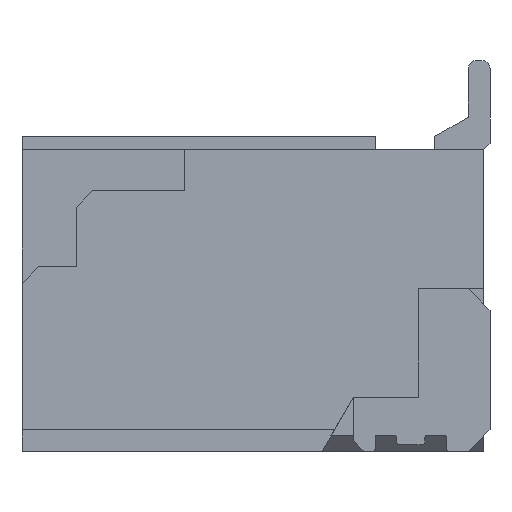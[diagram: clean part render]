
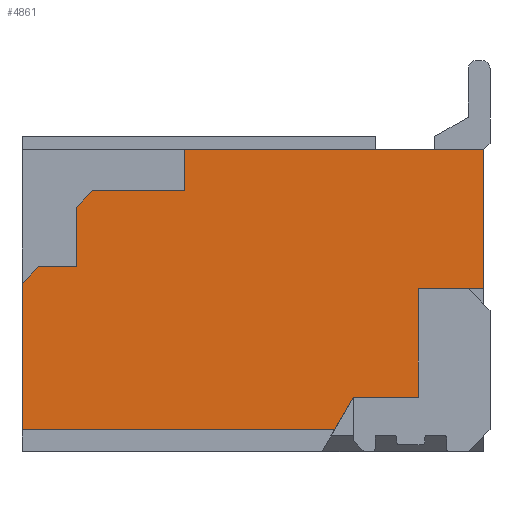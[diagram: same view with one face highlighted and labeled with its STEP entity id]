
A CAD part, left-side view. The second image highlights one B-rep face of the part: STEP entity #4861.
In plain terms, the highlighted planar face has unit normal (-1, 0, 0).
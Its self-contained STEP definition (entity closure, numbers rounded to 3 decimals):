
#288 = EDGE_CURVE ( 'NONE', #6026, #1326, #814, .T. ) ;
#334 = CARTESIAN_POINT ( 'NONE',  ( -1., 0.1, 1.33 ) ) ;
#430 = VECTOR ( 'NONE', #3542, 1000. ) ;
#466 = VERTEX_POINT ( 'NONE', #1580 ) ;
#579 = CARTESIAN_POINT ( 'NONE',  ( -1., 0.1, 0.05 ) ) ;
#690 = EDGE_CURVE ( 'NONE', #6872, #466, #8091, .T. ) ;
#787 = CARTESIAN_POINT ( 'NONE',  ( -1., 1.589, -1.45 ) ) ;
#814 = LINE ( 'NONE', #2232, #8151 ) ;
#986 = LINE ( 'NONE', #1728, #8326 ) ;
#1019 = ORIENTED_EDGE ( 'NONE', *, *, #690, .F. ) ;
#1065 = LINE ( 'NONE', #2813, #8423 ) ;
#1168 = VERTEX_POINT ( 'NONE', #5674 ) ;
#1217 = VECTOR ( 'NONE', #1574, 1000. ) ;
#1271 = DIRECTION ( 'NONE',  ( 0., -1., 0. ) ) ;
#1296 = EDGE_LOOP ( 'NONE', ( #8816, #2517, #5735, #4265, #1019, #8407, #2562, #6564, #1366, #1343, #2102, #3708, #1837, #5600 ) ) ;
#1326 = VERTEX_POINT ( 'NONE', #2348 ) ;
#1340 = EDGE_CURVE ( 'NONE', #4282, #8414, #2640, .T. ) ;
#1343 = ORIENTED_EDGE ( 'NONE', *, *, #288, .T. ) ;
#1366 = ORIENTED_EDGE ( 'NONE', *, *, #2920, .T. ) ;
#1574 = DIRECTION ( 'NONE',  ( 0., -0.707, 0.707 ) ) ;
#1580 = CARTESIAN_POINT ( 'NONE',  ( -1., 0.7, -0.95 ) ) ;
#1722 = CARTESIAN_POINT ( 'NONE',  ( -1., 4.35, 0.1 ) ) ;
#1728 = CARTESIAN_POINT ( 'NONE',  ( -1., 3.85, 1.33 ) ) ;
#1837 = ORIENTED_EDGE ( 'NONE', *, *, #6790, .T. ) ;
#2001 = PLANE ( 'NONE',  #2583 ) ;
#2030 = DIRECTION ( 'NONE',  ( 1., 0., 0. ) ) ;
#2064 = VECTOR ( 'NONE', #1271, 1000. ) ;
#2102 = ORIENTED_EDGE ( 'NONE', *, *, #2926, .F. ) ;
#2168 = EDGE_CURVE ( 'NONE', #466, #1168, #2267, .T. ) ;
#2232 = CARTESIAN_POINT ( 'NONE',  ( -1., 2.85, 0.95 ) ) ;
#2267 = LINE ( 'NONE', #5429, #6574 ) ;
#2348 = CARTESIAN_POINT ( 'NONE',  ( -1., 3.7, 0.95 ) ) ;
#2459 = DIRECTION ( 'NONE',  ( 0., 0., -1. ) ) ;
#2517 = ORIENTED_EDGE ( 'NONE', *, *, #5991, .F. ) ;
#2542 = CARTESIAN_POINT ( 'NONE',  ( -1., 4.2, 0.25 ) ) ;
#2554 = CARTESIAN_POINT ( 'NONE',  ( -1., 0.1, 0.05 ) ) ;
#2562 = ORIENTED_EDGE ( 'NONE', *, *, #1340, .F. ) ;
#2583 = AXIS2_PLACEMENT_3D ( 'NONE', #7746, #2030, #8473 ) ;
#2640 = LINE ( 'NONE', #2554, #7068 ) ;
#2813 = CARTESIAN_POINT ( 'NONE',  ( -1., 0.7, 0.05 ) ) ;
#2920 = EDGE_CURVE ( 'NONE', #8185, #6026, #5645, .T. ) ;
#2926 = EDGE_CURVE ( 'NONE', #5295, #1326, #6883, .T. ) ;
#2933 = CARTESIAN_POINT ( 'NONE',  ( -1., 0.7, -0.95 ) ) ;
#3040 = CARTESIAN_POINT ( 'NONE',  ( -1., 2.85, 1.33 ) ) ;
#3054 = CARTESIAN_POINT ( 'NONE',  ( -1., 4.35, 0.1 ) ) ;
#3204 = EDGE_CURVE ( 'NONE', #7863, #7615, #5531, .T. ) ;
#3205 = CARTESIAN_POINT ( 'NONE',  ( -1., 2.85, 1.33 ) ) ;
#3262 = DIRECTION ( 'NONE',  ( 0., 1., 0. ) ) ;
#3334 = CARTESIAN_POINT ( 'NONE',  ( -1., 0.1, 1.33 ) ) ;
#3409 = CARTESIAN_POINT ( 'NONE',  ( -1., 4.35, 1.33 ) ) ;
#3542 = DIRECTION ( 'NONE',  ( 0., 0., -1. ) ) ;
#3572 = EDGE_CURVE ( 'NONE', #7615, #6517, #5512, .T. ) ;
#3700 = DIRECTION ( 'NONE',  ( 0., 1., 0. ) ) ;
#3708 = ORIENTED_EDGE ( 'NONE', *, *, #7597, .T. ) ;
#4072 = VECTOR ( 'NONE', #3700, 1000. ) ;
#4114 = LINE ( 'NONE', #787, #4863 ) ;
#4117 = CARTESIAN_POINT ( 'NONE',  ( -1., 1.473, -1.25 ) ) ;
#4265 = ORIENTED_EDGE ( 'NONE', *, *, #2168, .F. ) ;
#4282 = VERTEX_POINT ( 'NONE', #334 ) ;
#4384 = EDGE_CURVE ( 'NONE', #8185, #4282, #6595, .T. ) ;
#4396 = CARTESIAN_POINT ( 'NONE',  ( -1., 2.85, 0.95 ) ) ;
#4403 = CARTESIAN_POINT ( 'NONE',  ( -1., 3.85, 0.8 ) ) ;
#4454 = CARTESIAN_POINT ( 'NONE',  ( -1., 0.099, -1.25 ) ) ;
#4547 = DIRECTION ( 'NONE',  ( 0., 0., -1. ) ) ;
#4861 = ADVANCED_FACE ( 'NONE', ( #6773 ), #2001, .F. ) ;
#4863 = VECTOR ( 'NONE', #9071, 1000. ) ;
#5217 = CARTESIAN_POINT ( 'NONE',  ( -1., 3.85, 0.8 ) ) ;
#5267 = CARTESIAN_POINT ( 'NONE',  ( -1., 0.7, 0.05 ) ) ;
#5295 = VERTEX_POINT ( 'NONE', #5217 ) ;
#5308 = VECTOR ( 'NONE', #8373, 1000. ) ;
#5429 = CARTESIAN_POINT ( 'NONE',  ( -1., 1.3, -0.95 ) ) ;
#5512 = LINE ( 'NONE', #1722, #7856 ) ;
#5531 = LINE ( 'NONE', #3409, #5308 ) ;
#5600 = ORIENTED_EDGE ( 'NONE', *, *, #3572, .F. ) ;
#5645 = LINE ( 'NONE', #3040, #9022 ) ;
#5674 = CARTESIAN_POINT ( 'NONE',  ( -1., 1.3, -0.95 ) ) ;
#5735 = ORIENTED_EDGE ( 'NONE', *, *, #7491, .F. ) ;
#5940 = LINE ( 'NONE', #4454, #4072 ) ;
#5969 = CARTESIAN_POINT ( 'NONE',  ( -1., 3.85, 0.25 ) ) ;
#5991 = EDGE_CURVE ( 'NONE', #6593, #7863, #5940, .T. ) ;
#6026 = VERTEX_POINT ( 'NONE', #4396 ) ;
#6500 = CARTESIAN_POINT ( 'NONE',  ( -1., 3.85, 0.25 ) ) ;
#6517 = VERTEX_POINT ( 'NONE', #2542 ) ;
#6564 = ORIENTED_EDGE ( 'NONE', *, *, #4384, .F. ) ;
#6574 = VECTOR ( 'NONE', #3262, 1000. ) ;
#6593 = VERTEX_POINT ( 'NONE', #4117 ) ;
#6595 = LINE ( 'NONE', #3334, #2064 ) ;
#6773 = FACE_OUTER_BOUND ( 'NONE', #1296, .T. ) ;
#6790 = EDGE_CURVE ( 'NONE', #9120, #6517, #7350, .T. ) ;
#6872 = VERTEX_POINT ( 'NONE', #5267 ) ;
#6883 = LINE ( 'NONE', #4403, #1217 ) ;
#7068 = VECTOR ( 'NONE', #4547, 1000. ) ;
#7248 = DIRECTION ( 'NONE',  ( 0., 0., -1. ) ) ;
#7350 = LINE ( 'NONE', #5969, #8709 ) ;
#7491 = EDGE_CURVE ( 'NONE', #1168, #6593, #4114, .T. ) ;
#7597 = EDGE_CURVE ( 'NONE', #5295, #9120, #986, .T. ) ;
#7615 = VERTEX_POINT ( 'NONE', #3054 ) ;
#7746 = CARTESIAN_POINT ( 'NONE',  ( -1., 0., 0. ) ) ;
#7856 = VECTOR ( 'NONE', #8912, 1000. ) ;
#7863 = VERTEX_POINT ( 'NONE', #8517 ) ;
#7879 = DIRECTION ( 'NONE',  ( 0., 1., 0. ) ) ;
#7938 = EDGE_CURVE ( 'NONE', #8414, #6872, #1065, .T. ) ;
#8091 = LINE ( 'NONE', #2933, #430 ) ;
#8151 = VECTOR ( 'NONE', #7879, 1000. ) ;
#8185 = VERTEX_POINT ( 'NONE', #3205 ) ;
#8326 = VECTOR ( 'NONE', #2459, 1000. ) ;
#8373 = DIRECTION ( 'NONE',  ( 0., 0., 1. ) ) ;
#8407 = ORIENTED_EDGE ( 'NONE', *, *, #7938, .F. ) ;
#8414 = VERTEX_POINT ( 'NONE', #579 ) ;
#8423 = VECTOR ( 'NONE', #9237, 1000. ) ;
#8473 = DIRECTION ( 'NONE',  ( 0., 0., 1. ) ) ;
#8517 = CARTESIAN_POINT ( 'NONE',  ( -1., 4.35, -1.25 ) ) ;
#8709 = VECTOR ( 'NONE', #8791, 1000. ) ;
#8791 = DIRECTION ( 'NONE',  ( 0., 1., 0. ) ) ;
#8816 = ORIENTED_EDGE ( 'NONE', *, *, #3204, .F. ) ;
#8912 = DIRECTION ( 'NONE',  ( 0., -0.707, 0.707 ) ) ;
#9022 = VECTOR ( 'NONE', #7248, 1000. ) ;
#9071 = DIRECTION ( 'NONE',  ( 0., 0.5, -0.866 ) ) ;
#9120 = VERTEX_POINT ( 'NONE', #6500 ) ;
#9237 = DIRECTION ( 'NONE',  ( 0., 1., 0. ) ) ;
